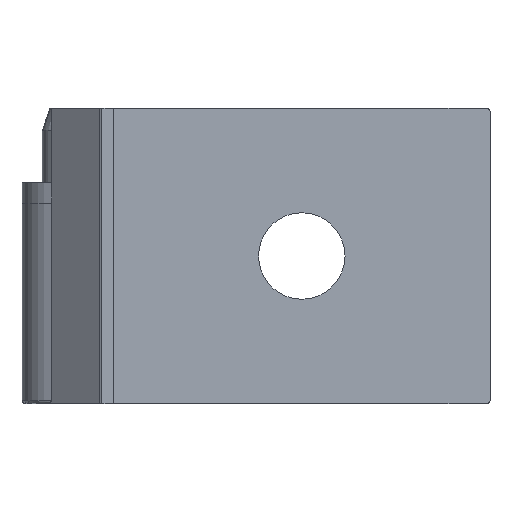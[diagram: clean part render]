
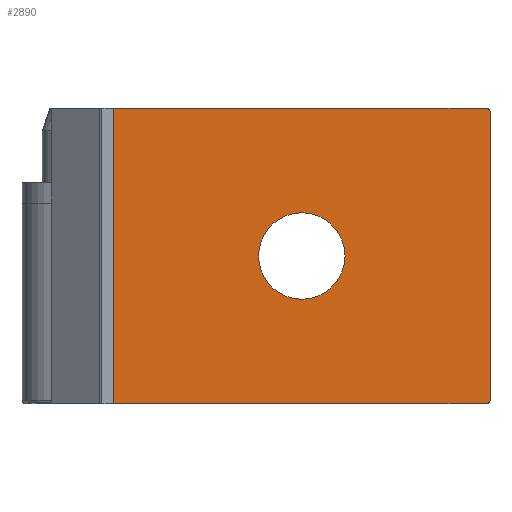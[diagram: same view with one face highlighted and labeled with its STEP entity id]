
A CAD part, front view. The second image highlights one B-rep face of the part: STEP entity #2890.
In plain terms, the highlighted planar face has unit normal (0, -1, 0).
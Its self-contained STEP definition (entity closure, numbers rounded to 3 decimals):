
#821 = PLANE('',#822);
#822 = AXIS2_PLACEMENT_3D('',#823,#824,#825);
#823 = CARTESIAN_POINT('',(15.35,5.463,0.));
#824 = DIRECTION('',(0.,0.,1.));
#825 = DIRECTION('',(1.,0.,0.));
#1048 = PLANE('',#1049);
#1049 = AXIS2_PLACEMENT_3D('',#1050,#1051,#1052);
#1050 = CARTESIAN_POINT('',(15.35,5.463,-29.));
#1051 = DIRECTION('',(0.,0.,1.));
#1052 = DIRECTION('',(1.,0.,0.));
#1840 = EDGE_CURVE('',#1841,#1843,#1845,.T.);
#1841 = VERTEX_POINT('',#1842);
#1842 = CARTESIAN_POINT('',(0.,2.,0.));
#1843 = VERTEX_POINT('',#1844);
#1844 = CARTESIAN_POINT('',(36.71,2.,0.));
#1845 = SURFACE_CURVE('',#1846,(#1850,#1857),.PCURVE_S1.);
#1846 = LINE('',#1847,#1848);
#1847 = CARTESIAN_POINT('',(0.,2.,0.));
#1848 = VECTOR('',#1849,1.);
#1849 = DIRECTION('',(1.,0.,0.));
#1850 = PCURVE('',#821,#1851);
#1851 = DEFINITIONAL_REPRESENTATION('',(#1852),#1856);
#1852 = LINE('',#1853,#1854);
#1853 = CARTESIAN_POINT('',(-15.35,-3.463));
#1854 = VECTOR('',#1855,1.);
#1855 = DIRECTION('',(1.,0.));
#1856 = ( GEOMETRIC_REPRESENTATION_CONTEXT(2) 
PARAMETRIC_REPRESENTATION_CONTEXT() REPRESENTATION_CONTEXT('2D SPACE',''
  ) );
#1857 = PCURVE('',#1858,#1863);
#1858 = PLANE('',#1859);
#1859 = AXIS2_PLACEMENT_3D('',#1860,#1861,#1862);
#1860 = CARTESIAN_POINT('',(0.,2.,0.));
#1861 = DIRECTION('',(0.,-1.,0.));
#1862 = DIRECTION('',(1.,0.,0.));
#1863 = DEFINITIONAL_REPRESENTATION('',(#1864),#1868);
#1864 = LINE('',#1865,#1866);
#1865 = CARTESIAN_POINT('',(0.,0.));
#1866 = VECTOR('',#1867,1.);
#1867 = DIRECTION('',(1.,0.));
#1868 = ( GEOMETRIC_REPRESENTATION_CONTEXT(2) 
PARAMETRIC_REPRESENTATION_CONTEXT() REPRESENTATION_CONTEXT('2D SPACE',''
  ) );
#1886 = CYLINDRICAL_SURFACE('',#1887,0.29);
#1887 = AXIS2_PLACEMENT_3D('',#1888,#1889,#1890);
#1888 = CARTESIAN_POINT('',(36.71,2.,-0.29));
#1889 = DIRECTION('',(0.,1.,0.));
#1890 = DIRECTION('',(0.,0.,1.));
#2088 = PLANE('',#2089);
#2089 = AXIS2_PLACEMENT_3D('',#2090,#2091,#2092);
#2090 = CARTESIAN_POINT('',(0.,2.,0.));
#2091 = DIRECTION('',(-1.,0.,0.));
#2092 = DIRECTION('',(0.,-1.,0.));
#2110 = EDGE_CURVE('',#2111,#2113,#2115,.T.);
#2111 = VERTEX_POINT('',#2112);
#2112 = CARTESIAN_POINT('',(0.,2.,-29.));
#2113 = VERTEX_POINT('',#2114);
#2114 = CARTESIAN_POINT('',(36.71,2.,-29.));
#2115 = SURFACE_CURVE('',#2116,(#2120,#2127),.PCURVE_S1.);
#2116 = LINE('',#2117,#2118);
#2117 = CARTESIAN_POINT('',(0.,2.,-29.));
#2118 = VECTOR('',#2119,1.);
#2119 = DIRECTION('',(1.,0.,0.));
#2120 = PCURVE('',#1048,#2121);
#2121 = DEFINITIONAL_REPRESENTATION('',(#2122),#2126);
#2122 = LINE('',#2123,#2124);
#2123 = CARTESIAN_POINT('',(-15.35,-3.463));
#2124 = VECTOR('',#2125,1.);
#2125 = DIRECTION('',(1.,0.));
#2126 = ( GEOMETRIC_REPRESENTATION_CONTEXT(2) 
PARAMETRIC_REPRESENTATION_CONTEXT() REPRESENTATION_CONTEXT('2D SPACE',''
  ) );
#2127 = PCURVE('',#1858,#2128);
#2128 = DEFINITIONAL_REPRESENTATION('',(#2129),#2133);
#2129 = LINE('',#2130,#2131);
#2130 = CARTESIAN_POINT('',(0.,-29.));
#2131 = VECTOR('',#2132,1.);
#2132 = DIRECTION('',(1.,0.));
#2133 = ( GEOMETRIC_REPRESENTATION_CONTEXT(2) 
PARAMETRIC_REPRESENTATION_CONTEXT() REPRESENTATION_CONTEXT('2D SPACE',''
  ) );
#2151 = CYLINDRICAL_SURFACE('',#2152,0.29);
#2152 = AXIS2_PLACEMENT_3D('',#2153,#2154,#2155);
#2153 = CARTESIAN_POINT('',(36.71,2.,-28.71));
#2154 = DIRECTION('',(0.,1.,0.));
#2155 = DIRECTION('',(0.,0.,-1.));
#2879 = CYLINDRICAL_SURFACE('',#2880,4.25);
#2880 = AXIS2_PLACEMENT_3D('',#2881,#2882,#2883);
#2881 = CARTESIAN_POINT('',(18.5,0.,-14.5));
#2882 = DIRECTION('',(0.,-1.,0.));
#2883 = DIRECTION('',(1.,0.,0.));
#2890 = ADVANCED_FACE('',(#2891,#2994),#1858,.T.);
#2891 = FACE_BOUND('',#2892,.T.);
#2892 = EDGE_LOOP('',(#2893,#2894,#2915,#2916,#2940,#2968));
#2893 = ORIENTED_EDGE('',*,*,#1840,.F.);
#2894 = ORIENTED_EDGE('',*,*,#2895,.T.);
#2895 = EDGE_CURVE('',#1841,#2111,#2896,.T.);
#2896 = SURFACE_CURVE('',#2897,(#2901,#2908),.PCURVE_S1.);
#2897 = LINE('',#2898,#2899);
#2898 = CARTESIAN_POINT('',(0.,2.,0.));
#2899 = VECTOR('',#2900,1.);
#2900 = DIRECTION('',(-0.,-0.,-1.));
#2901 = PCURVE('',#1858,#2902);
#2902 = DEFINITIONAL_REPRESENTATION('',(#2903),#2907);
#2903 = LINE('',#2904,#2905);
#2904 = CARTESIAN_POINT('',(0.,0.));
#2905 = VECTOR('',#2906,1.);
#2906 = DIRECTION('',(0.,-1.));
#2907 = ( GEOMETRIC_REPRESENTATION_CONTEXT(2) 
PARAMETRIC_REPRESENTATION_CONTEXT() REPRESENTATION_CONTEXT('2D SPACE',''
  ) );
#2908 = PCURVE('',#2088,#2909);
#2909 = DEFINITIONAL_REPRESENTATION('',(#2910),#2914);
#2910 = LINE('',#2911,#2912);
#2911 = CARTESIAN_POINT('',(0.,0.));
#2912 = VECTOR('',#2913,1.);
#2913 = DIRECTION('',(0.,-1.));
#2914 = ( GEOMETRIC_REPRESENTATION_CONTEXT(2) 
PARAMETRIC_REPRESENTATION_CONTEXT() REPRESENTATION_CONTEXT('2D SPACE',''
  ) );
#2915 = ORIENTED_EDGE('',*,*,#2110,.T.);
#2916 = ORIENTED_EDGE('',*,*,#2917,.T.);
#2917 = EDGE_CURVE('',#2113,#2918,#2920,.T.);
#2918 = VERTEX_POINT('',#2919);
#2919 = CARTESIAN_POINT('',(37.,2.,-28.71));
#2920 = SURFACE_CURVE('',#2921,(#2926,#2933),.PCURVE_S1.);
#2921 = CIRCLE('',#2922,0.29);
#2922 = AXIS2_PLACEMENT_3D('',#2923,#2924,#2925);
#2923 = CARTESIAN_POINT('',(36.71,2.,-28.71));
#2924 = DIRECTION('',(0.,-1.,0.));
#2925 = DIRECTION('',(0.,0.,1.));
#2926 = PCURVE('',#1858,#2927);
#2927 = DEFINITIONAL_REPRESENTATION('',(#2928),#2932);
#2928 = CIRCLE('',#2929,0.29);
#2929 = AXIS2_PLACEMENT_2D('',#2930,#2931);
#2930 = CARTESIAN_POINT('',(36.71,-28.71));
#2931 = DIRECTION('',(0.,1.));
#2932 = ( GEOMETRIC_REPRESENTATION_CONTEXT(2) 
PARAMETRIC_REPRESENTATION_CONTEXT() REPRESENTATION_CONTEXT('2D SPACE',''
  ) );
#2933 = PCURVE('',#2151,#2934);
#2934 = DEFINITIONAL_REPRESENTATION('',(#2935),#2939);
#2935 = LINE('',#2936,#2937);
#2936 = CARTESIAN_POINT('',(3.142,-0.));
#2937 = VECTOR('',#2938,1.);
#2938 = DIRECTION('',(-1.,0.));
#2939 = ( GEOMETRIC_REPRESENTATION_CONTEXT(2) 
PARAMETRIC_REPRESENTATION_CONTEXT() REPRESENTATION_CONTEXT('2D SPACE',''
  ) );
#2940 = ORIENTED_EDGE('',*,*,#2941,.F.);
#2941 = EDGE_CURVE('',#2942,#2918,#2944,.T.);
#2942 = VERTEX_POINT('',#2943);
#2943 = CARTESIAN_POINT('',(37.,2.,-0.29));
#2944 = SURFACE_CURVE('',#2945,(#2949,#2956),.PCURVE_S1.);
#2945 = LINE('',#2946,#2947);
#2946 = CARTESIAN_POINT('',(37.,2.,0.));
#2947 = VECTOR('',#2948,1.);
#2948 = DIRECTION('',(-0.,-0.,-1.));
#2949 = PCURVE('',#1858,#2950);
#2950 = DEFINITIONAL_REPRESENTATION('',(#2951),#2955);
#2951 = LINE('',#2952,#2953);
#2952 = CARTESIAN_POINT('',(37.,0.));
#2953 = VECTOR('',#2954,1.);
#2954 = DIRECTION('',(0.,-1.));
#2955 = ( GEOMETRIC_REPRESENTATION_CONTEXT(2) 
PARAMETRIC_REPRESENTATION_CONTEXT() REPRESENTATION_CONTEXT('2D SPACE',''
  ) );
#2956 = PCURVE('',#2957,#2962);
#2957 = PLANE('',#2958);
#2958 = AXIS2_PLACEMENT_3D('',#2959,#2960,#2961);
#2959 = CARTESIAN_POINT('',(37.,2.,0.));
#2960 = DIRECTION('',(1.,0.,0.));
#2961 = DIRECTION('',(0.,1.,0.));
#2962 = DEFINITIONAL_REPRESENTATION('',(#2963),#2967);
#2963 = LINE('',#2964,#2965);
#2964 = CARTESIAN_POINT('',(0.,0.));
#2965 = VECTOR('',#2966,1.);
#2966 = DIRECTION('',(0.,-1.));
#2967 = ( GEOMETRIC_REPRESENTATION_CONTEXT(2) 
PARAMETRIC_REPRESENTATION_CONTEXT() REPRESENTATION_CONTEXT('2D SPACE',''
  ) );
#2968 = ORIENTED_EDGE('',*,*,#2969,.F.);
#2969 = EDGE_CURVE('',#1843,#2942,#2970,.T.);
#2970 = SURFACE_CURVE('',#2971,(#2976,#2987),.PCURVE_S1.);
#2971 = CIRCLE('',#2972,0.29);
#2972 = AXIS2_PLACEMENT_3D('',#2973,#2974,#2975);
#2973 = CARTESIAN_POINT('',(36.71,2.,-0.29));
#2974 = DIRECTION('',(0.,1.,0.));
#2975 = DIRECTION('',(0.,0.,1.));
#2976 = PCURVE('',#1858,#2977);
#2977 = DEFINITIONAL_REPRESENTATION('',(#2978),#2986);
#2978 = ( BOUNDED_CURVE() B_SPLINE_CURVE(2,(#2979,#2980,#2981,#2982,
#2983,#2984,#2985),.UNSPECIFIED.,.T.,.F.) B_SPLINE_CURVE_WITH_KNOTS((1,2
    ,2,2,2,1),(-2.094,0.,2.094,4.189,
6.283,8.378),.UNSPECIFIED.) CURVE() 
GEOMETRIC_REPRESENTATION_ITEM() RATIONAL_B_SPLINE_CURVE((1.,0.5,1.,0.5,
1.,0.5,1.)) REPRESENTATION_ITEM('') );
#2979 = CARTESIAN_POINT('',(36.71,0.));
#2980 = CARTESIAN_POINT('',(37.212,0.));
#2981 = CARTESIAN_POINT('',(36.961,-0.435));
#2982 = CARTESIAN_POINT('',(36.71,-0.87));
#2983 = CARTESIAN_POINT('',(36.459,-0.435));
#2984 = CARTESIAN_POINT('',(36.208,0.));
#2985 = CARTESIAN_POINT('',(36.71,0.));
#2986 = ( GEOMETRIC_REPRESENTATION_CONTEXT(2) 
PARAMETRIC_REPRESENTATION_CONTEXT() REPRESENTATION_CONTEXT('2D SPACE',''
  ) );
#2987 = PCURVE('',#1886,#2988);
#2988 = DEFINITIONAL_REPRESENTATION('',(#2989),#2993);
#2989 = LINE('',#2990,#2991);
#2990 = CARTESIAN_POINT('',(0.,0.));
#2991 = VECTOR('',#2992,1.);
#2992 = DIRECTION('',(1.,0.));
#2993 = ( GEOMETRIC_REPRESENTATION_CONTEXT(2) 
PARAMETRIC_REPRESENTATION_CONTEXT() REPRESENTATION_CONTEXT('2D SPACE',''
  ) );
#2994 = FACE_BOUND('',#2995,.T.);
#2995 = EDGE_LOOP('',(#2996));
#2996 = ORIENTED_EDGE('',*,*,#2997,.F.);
#2997 = EDGE_CURVE('',#2998,#2998,#3000,.T.);
#2998 = VERTEX_POINT('',#2999);
#2999 = CARTESIAN_POINT('',(22.75,2.,-14.5));
#3000 = SURFACE_CURVE('',#3001,(#3006,#3013),.PCURVE_S1.);
#3001 = CIRCLE('',#3002,4.25);
#3002 = AXIS2_PLACEMENT_3D('',#3003,#3004,#3005);
#3003 = CARTESIAN_POINT('',(18.5,2.,-14.5));
#3004 = DIRECTION('',(0.,-1.,0.));
#3005 = DIRECTION('',(1.,0.,0.));
#3006 = PCURVE('',#1858,#3007);
#3007 = DEFINITIONAL_REPRESENTATION('',(#3008),#3012);
#3008 = CIRCLE('',#3009,4.25);
#3009 = AXIS2_PLACEMENT_2D('',#3010,#3011);
#3010 = CARTESIAN_POINT('',(18.5,-14.5));
#3011 = DIRECTION('',(1.,0.));
#3012 = ( GEOMETRIC_REPRESENTATION_CONTEXT(2) 
PARAMETRIC_REPRESENTATION_CONTEXT() REPRESENTATION_CONTEXT('2D SPACE',''
  ) );
#3013 = PCURVE('',#2879,#3014);
#3014 = DEFINITIONAL_REPRESENTATION('',(#3015),#3019);
#3015 = LINE('',#3016,#3017);
#3016 = CARTESIAN_POINT('',(0.,-2.));
#3017 = VECTOR('',#3018,1.);
#3018 = DIRECTION('',(1.,0.));
#3019 = ( GEOMETRIC_REPRESENTATION_CONTEXT(2) 
PARAMETRIC_REPRESENTATION_CONTEXT() REPRESENTATION_CONTEXT('2D SPACE',''
  ) );
